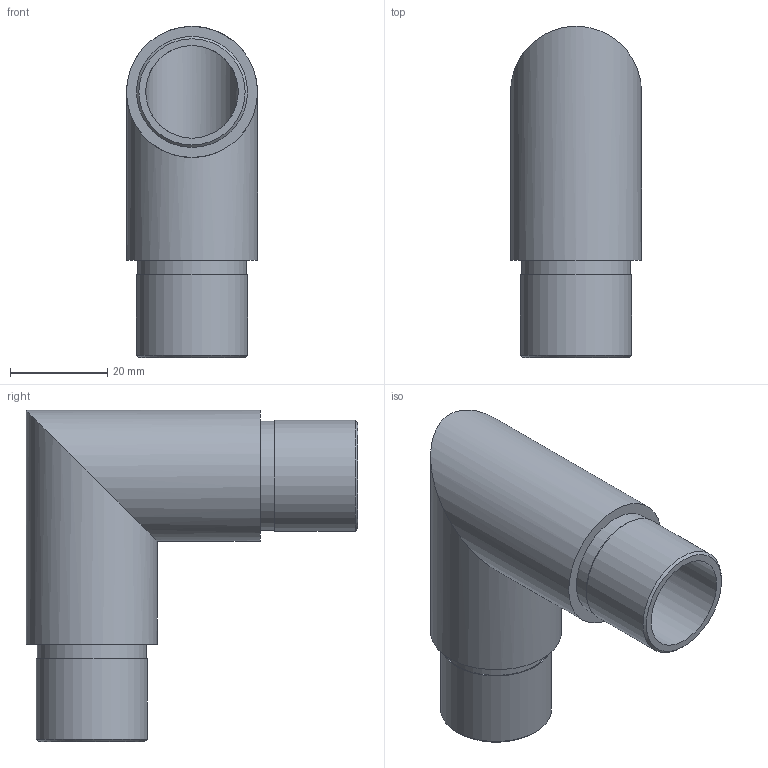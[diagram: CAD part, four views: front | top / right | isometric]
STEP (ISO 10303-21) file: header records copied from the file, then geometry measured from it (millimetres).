
FILE_DESCRIPTION (( 'STEP AP203' ), '1' );
FILE_NAME ('56174-320.step', '2020-02-24T13:01:50', ( '' ), ( '' ), 'SwSTEP 2.0', 'SolidWorks 2015', '' );
FILE_SCHEMA (( 'CONFIG_CONTROL_DESIGN' ));
Length unit declared in the file: millimetre
Products named in the file (2): 56174-320
Bounding box: 26.9 x 68 x 68 mm (x, y, z)
Volume: 24566.2 mm3; surface area: 15798.8 mm2
Topology: 1 solids, 1 shells, 234 faces, 616 edges, 411 vertices
Faces by surface type: plane 107, bspline 94, cylinder 31, cone 2
Full cylindrical faces by diameter (mm): 19 x2, 22.4 x2, 22.8 x2, 26.9 x2
Entity records: 10909 total; most frequent: CARTESIAN_POINT 5668, ORIENTED_EDGE 1202, DIRECTION 767, EDGE_CURVE 601, VERTEX_POINT 406, LINE 283, VECTOR 283, EDGE_LOOP 273
